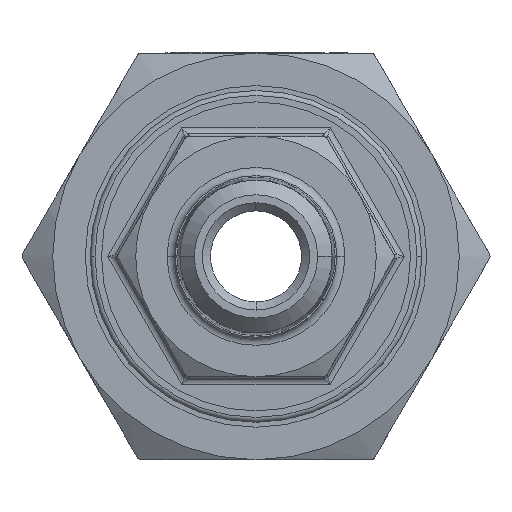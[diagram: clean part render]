
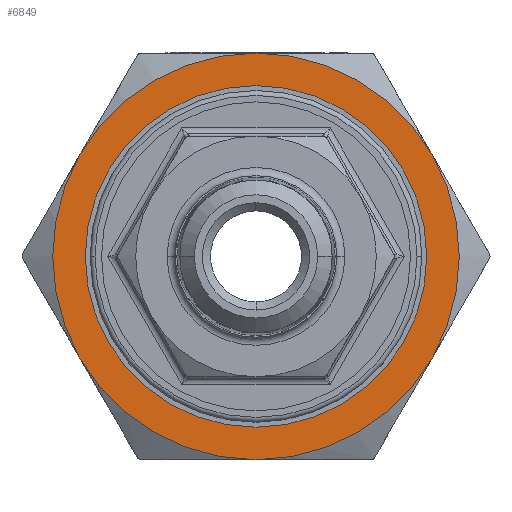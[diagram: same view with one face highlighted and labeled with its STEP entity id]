
A CAD part, left-side view. The second image highlights one B-rep face of the part: STEP entity #6849.
In plain terms, the highlighted planar face has unit normal (-1, 0, 0).
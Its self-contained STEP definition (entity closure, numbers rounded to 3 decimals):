
#48 = DIRECTION ( 'NONE',  ( 0., 1., 0. ) ) ;
#121 = DIRECTION ( 'NONE',  ( 0., 0., 1. ) ) ;
#205 = CARTESIAN_POINT ( 'NONE',  ( -5.9, 0., 0. ) ) ;
#299 = EDGE_CURVE ( 'NONE', #12066, #696, #15869, .T. ) ;
#584 = VERTEX_POINT ( 'NONE', #4577 ) ;
#696 = VERTEX_POINT ( 'NONE', #7547 ) ;
#957 = AXIS2_PLACEMENT_3D ( 'NONE', #2542, #10144, #6386 ) ;
#1145 = CIRCLE ( 'NONE', #11323, 12.5 ) ;
#1259 = VERTEX_POINT ( 'NONE', #14093 ) ;
#1471 = AXIS2_PLACEMENT_3D ( 'NONE', #7084, #3249, #8306 ) ;
#1569 = AXIS2_PLACEMENT_3D ( 'NONE', #12995, #9314, #121 ) ;
#1769 = PLANE ( 'NONE',  #7903 ) ;
#1843 = CARTESIAN_POINT ( 'NONE',  ( -5.9, 0., 0. ) ) ;
#1854 = EDGE_LOOP ( 'NONE', ( #13956, #16203, #16441, #10501, #8974, #16423 ) ) ;
#1923 = CIRCLE ( 'NONE', #9466, 12.5 ) ;
#2194 = CARTESIAN_POINT ( 'NONE',  ( -5.9, 10.825, 6.25 ) ) ;
#2510 = CARTESIAN_POINT ( 'NONE',  ( -5.9, 0., 0. ) ) ;
#2542 = CARTESIAN_POINT ( 'NONE',  ( -5.9, 0., 0. ) ) ;
#2736 = DIRECTION ( 'NONE',  ( 0., 0., 1. ) ) ;
#2856 = EDGE_CURVE ( 'NONE', #1259, #4177, #7169, .T. ) ;
#3071 = DIRECTION ( 'NONE',  ( 0., 0., 1. ) ) ;
#3239 = EDGE_CURVE ( 'NONE', #696, #584, #1145, .T. ) ;
#3249 = DIRECTION ( 'NONE',  ( 1., 0., 0. ) ) ;
#3519 = CIRCLE ( 'NONE', #1471, 10.5 ) ;
#4177 = VERTEX_POINT ( 'NONE', #9707 ) ;
#4537 = VERTEX_POINT ( 'NONE', #5691 ) ;
#4577 = CARTESIAN_POINT ( 'NONE',  ( -5.9, 0., 12.5 ) ) ;
#4717 = AXIS2_PLACEMENT_3D ( 'NONE', #7561, #7394, #5092 ) ;
#5092 = DIRECTION ( 'NONE',  ( 0., 0., 1. ) ) ;
#5309 = FACE_BOUND ( 'NONE', #12699, .T. ) ;
#5389 = DIRECTION ( 'NONE',  ( -1., 0., 0. ) ) ;
#5510 = CARTESIAN_POINT ( 'NONE',  ( -5.9, 0., -10.5 ) ) ;
#5648 = AXIS2_PLACEMENT_3D ( 'NONE', #1843, #9498, #3071 ) ;
#5691 = CARTESIAN_POINT ( 'NONE',  ( -5.9, 0., 10.5 ) ) ;
#6386 = DIRECTION ( 'NONE',  ( 0., 0., 1. ) ) ;
#6849 = ADVANCED_FACE ( 'NONE', ( #10284, #5309 ), #1769, .F. ) ;
#7084 = CARTESIAN_POINT ( 'NONE',  ( -5.9, 0., 0. ) ) ;
#7169 = CIRCLE ( 'NONE', #4717, 12.5 ) ;
#7394 = DIRECTION ( 'NONE',  ( -1., 0., 0. ) ) ;
#7547 = CARTESIAN_POINT ( 'NONE',  ( -5.9, -10.825, 6.25 ) ) ;
#7561 = CARTESIAN_POINT ( 'NONE',  ( -5.9, 0., 0. ) ) ;
#7789 = CIRCLE ( 'NONE', #1569, 10.5 ) ;
#7903 = AXIS2_PLACEMENT_3D ( 'NONE', #10086, #10415, #48 ) ;
#7926 = DIRECTION ( 'NONE',  ( 0., 0., 1. ) ) ;
#8306 = DIRECTION ( 'NONE',  ( 0., 0., 1. ) ) ;
#8615 = CARTESIAN_POINT ( 'NONE',  ( -5.9, -10.825, -6.25 ) ) ;
#8974 = ORIENTED_EDGE ( 'NONE', *, *, #11863, .T. ) ;
#9222 = CARTESIAN_POINT ( 'NONE',  ( -5.9, 0., 0. ) ) ;
#9281 = DIRECTION ( 'NONE',  ( 0., 0., 1. ) ) ;
#9314 = DIRECTION ( 'NONE',  ( 1., 0., 0. ) ) ;
#9466 = AXIS2_PLACEMENT_3D ( 'NONE', #2510, #11470, #2736 ) ;
#9498 = DIRECTION ( 'NONE',  ( -1., 0., 0. ) ) ;
#9707 = CARTESIAN_POINT ( 'NONE',  ( -5.9, 0., -12.5 ) ) ;
#9934 = EDGE_CURVE ( 'NONE', #14085, #4537, #7789, .T. ) ;
#10086 = CARTESIAN_POINT ( 'NONE',  ( -5.9, 0., 0. ) ) ;
#10144 = DIRECTION ( 'NONE',  ( -1., 0., 0. ) ) ;
#10284 = FACE_OUTER_BOUND ( 'NONE', #1854, .T. ) ;
#10415 = DIRECTION ( 'NONE',  ( 1., 0., 0. ) ) ;
#10455 = DIRECTION ( 'NONE',  ( -1., 0., 0. ) ) ;
#10501 = ORIENTED_EDGE ( 'NONE', *, *, #15839, .T. ) ;
#10624 = EDGE_CURVE ( 'NONE', #4537, #14085, #3519, .T. ) ;
#10807 = VERTEX_POINT ( 'NONE', #2194 ) ;
#11096 = CIRCLE ( 'NONE', #5648, 12.5 ) ;
#11323 = AXIS2_PLACEMENT_3D ( 'NONE', #205, #10455, #7926 ) ;
#11470 = DIRECTION ( 'NONE',  ( -1., 0., 0. ) ) ;
#11472 = CIRCLE ( 'NONE', #14762, 12.5 ) ;
#11863 = EDGE_CURVE ( 'NONE', #10807, #1259, #11472, .T. ) ;
#12066 = VERTEX_POINT ( 'NONE', #8615 ) ;
#12127 = ORIENTED_EDGE ( 'NONE', *, *, #10624, .T. ) ;
#12699 = EDGE_LOOP ( 'NONE', ( #12127, #13019 ) ) ;
#12995 = CARTESIAN_POINT ( 'NONE',  ( -5.9, 0., 0. ) ) ;
#13019 = ORIENTED_EDGE ( 'NONE', *, *, #9934, .T. ) ;
#13956 = ORIENTED_EDGE ( 'NONE', *, *, #15640, .T. ) ;
#14085 = VERTEX_POINT ( 'NONE', #5510 ) ;
#14093 = CARTESIAN_POINT ( 'NONE',  ( -5.9, 10.825, -6.25 ) ) ;
#14762 = AXIS2_PLACEMENT_3D ( 'NONE', #9222, #5389, #9281 ) ;
#15640 = EDGE_CURVE ( 'NONE', #4177, #12066, #1923, .T. ) ;
#15839 = EDGE_CURVE ( 'NONE', #584, #10807, #11096, .T. ) ;
#15869 = CIRCLE ( 'NONE', #957, 12.5 ) ;
#16203 = ORIENTED_EDGE ( 'NONE', *, *, #299, .T. ) ;
#16423 = ORIENTED_EDGE ( 'NONE', *, *, #2856, .T. ) ;
#16441 = ORIENTED_EDGE ( 'NONE', *, *, #3239, .T. ) ;
